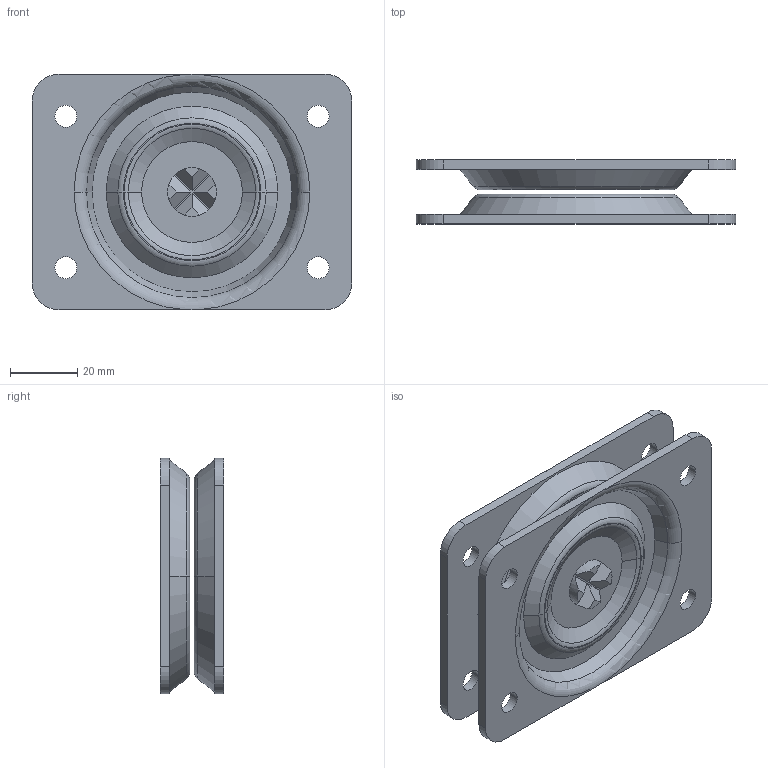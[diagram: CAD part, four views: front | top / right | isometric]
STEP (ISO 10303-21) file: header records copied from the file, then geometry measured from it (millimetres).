
FILE_DESCRIPTION (( 'STEP AP214' ), '1' );
FILE_NAME ('0011384_197-095x070_(A-01).step', '2019-01-18T09:38:12', ( '' ), ( '' ), 'SwSTEP 2.0', 'SolidWorks 2018', '' );
FILE_SCHEMA (( 'AUTOMOTIVE_DESIGN' ));
Length unit declared in the file: millimetre
Products named in the file (1): 0011384_197-095x070_(A-01)
Bounding box: 95 x 19 x 70 mm (x, y, z)
Surface area: 31354.9 mm2 (no closed solid volume)
Topology: 0 solids, 2 shells, 108 faces, 257 edges, 164 vertices
Faces by surface type: plane 43, cylinder 31, torus 18, cone 16
Entity records: 4415 total; most frequent: DIRECTION 597, CARTESIAN_POINT 578, ORIENTED_EDGE 514, EDGE_CURVE 257, AXIS2_PLACEMENT_3D 243, VERTEX_POINT 164, EDGE_LOOP 135, CIRCLE 134
